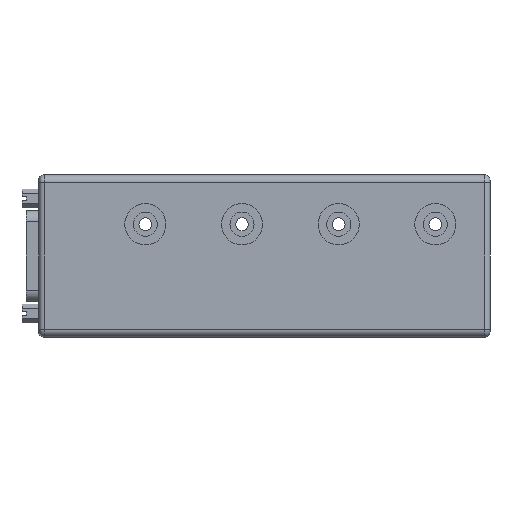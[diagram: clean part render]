
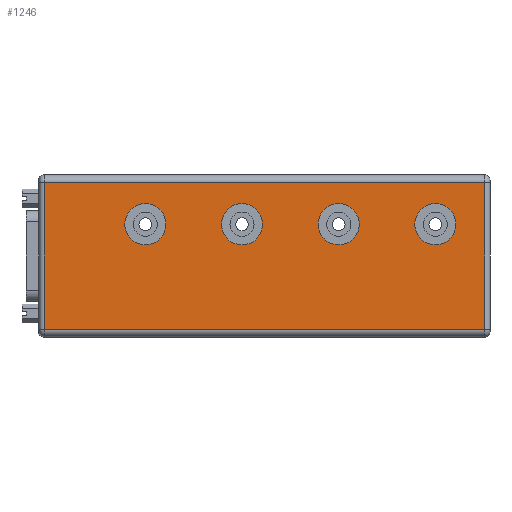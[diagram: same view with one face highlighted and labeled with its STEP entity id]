
A CAD part, front view. The second image highlights one B-rep face of the part: STEP entity #1246.
In plain terms, the highlighted planar face has unit normal (0, -1, 0).
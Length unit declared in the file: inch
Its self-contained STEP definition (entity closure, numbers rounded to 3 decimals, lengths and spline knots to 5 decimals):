
#128 = VERTEX_POINT ( 'NONE', #438 ) ;
#141 = CARTESIAN_POINT ( 'NONE',  ( 1.217, 0., -0.3285 ) ) ;
#192 = ORIENTED_EDGE ( 'NONE', *, *, #878, .F. ) ;
#227 = DIRECTION ( 'NONE',  ( 0., 0., 1. ) ) ;
#325 = AXIS2_PLACEMENT_3D ( 'NONE', #2994, #7325, #3602 ) ;
#438 = CARTESIAN_POINT ( 'NONE',  ( 3.421, 0., -0.3285 ) ) ;
#444 = EDGE_LOOP ( 'NONE', ( #6336, #192 ) ) ;
#636 = ORIENTED_EDGE ( 'NONE', *, *, #6568, .F. ) ;
#760 = VERTEX_POINT ( 'NONE', #6577 ) ;
#878 = EDGE_CURVE ( 'NONE', #3387, #3816, #2459, .T. ) ;
#894 = VERTEX_POINT ( 'NONE', #6690 ) ;
#1063 = EDGE_LOOP ( 'NONE', ( #1523, #7314 ) ) ;
#1075 = FACE_OUTER_BOUND ( 'NONE', #6830, .T. ) ;
#1135 = AXIS2_PLACEMENT_3D ( 'NONE', #7359, #3644, #7984 ) ;
#1148 = AXIS2_PLACEMENT_3D ( 'NONE', #6839, #3124, #7465 ) ;
#1153 = AXIS2_PLACEMENT_3D ( 'NONE', #6025, #3565, #7900 ) ;
#1156 = CARTESIAN_POINT ( 'NONE',  ( 4.523, 0., -0.563 ) ) ;
#1210 = CARTESIAN_POINT ( 'NONE',  ( 0.0625, 0., -0.09 ) ) ;
#1246 = ADVANCED_FACE ( 'NONE', ( #1075, #7661, #7492, #5824, #4382 ), #7278, .F. ) ;
#1462 = VERTEX_POINT ( 'NONE', #6533 ) ;
#1523 = ORIENTED_EDGE ( 'NONE', *, *, #1715, .F. ) ;
#1533 = DIRECTION ( 'NONE',  ( 0., -1., 0. ) ) ;
#1669 = DIRECTION ( 'NONE',  ( -1., 0., 0. ) ) ;
#1679 = VERTEX_POINT ( 'NONE', #141 ) ;
#1715 = EDGE_CURVE ( 'NONE', #6929, #760, #6692, .T. ) ;
#1775 = DIRECTION ( 'NONE',  ( 0., 0., 1. ) ) ;
#1875 = EDGE_CURVE ( 'NONE', #2034, #7006, #2511, .T. ) ;
#1995 = CIRCLE ( 'NONE', #6395, 0.2345 ) ;
#2034 = VERTEX_POINT ( 'NONE', #7734 ) ;
#2063 = EDGE_CURVE ( 'NONE', #3816, #3387, #6287, .T. ) ;
#2099 = EDGE_CURVE ( 'NONE', #1462, #1679, #4047, .T. ) ;
#2171 = CARTESIAN_POINT ( 'NONE',  ( 2.319, 0., -0.7975 ) ) ;
#2296 = CARTESIAN_POINT ( 'NONE',  ( 5.146, 0., -1.76 ) ) ;
#2307 = VECTOR ( 'NONE', #2893, 39.37008 ) ;
#2343 = ORIENTED_EDGE ( 'NONE', *, *, #2099, .F. ) ;
#2459 = CIRCLE ( 'NONE', #325, 0.2345 ) ;
#2511 = LINE ( 'NONE', #4819, #2692 ) ;
#2692 = VECTOR ( 'NONE', #5445, 39.37008 ) ;
#2737 = AXIS2_PLACEMENT_3D ( 'NONE', #5261, #1533, #5896 ) ;
#2878 = DIRECTION ( 'NONE',  ( 0., -1., 0. ) ) ;
#2893 = DIRECTION ( 'NONE',  ( -1., 0., 0. ) ) ;
#2994 = CARTESIAN_POINT ( 'NONE',  ( 2.319, 0., -0.563 ) ) ;
#3054 = CARTESIAN_POINT ( 'NONE',  ( 0.0625, 0., -0.09 ) ) ;
#3074 = CARTESIAN_POINT ( 'NONE',  ( 4.523, 0., -0.3285 ) ) ;
#3124 = DIRECTION ( 'NONE',  ( 0., -1., 0. ) ) ;
#3224 = ORIENTED_EDGE ( 'NONE', *, *, #7461, .T. ) ;
#3304 = CARTESIAN_POINT ( 'NONE',  ( 3.421, 0., -0.7975 ) ) ;
#3387 = VERTEX_POINT ( 'NONE', #2171 ) ;
#3438 = DIRECTION ( 'NONE',  ( 0., -1., 0. ) ) ;
#3470 = EDGE_LOOP ( 'NONE', ( #5761, #636 ) ) ;
#3565 = DIRECTION ( 'NONE',  ( 0., 1., 0. ) ) ;
#3585 = VERTEX_POINT ( 'NONE', #3054 ) ;
#3602 = DIRECTION ( 'NONE',  ( 0., 0., 1. ) ) ;
#3644 = DIRECTION ( 'NONE',  ( 0., -1., 0. ) ) ;
#3743 = VECTOR ( 'NONE', #6784, 39.37008 ) ;
#3816 = VERTEX_POINT ( 'NONE', #3846 ) ;
#3846 = CARTESIAN_POINT ( 'NONE',  ( 2.319, 0., -0.3285 ) ) ;
#3912 = LINE ( 'NONE', #1210, #3743 ) ;
#3924 = AXIS2_PLACEMENT_3D ( 'NONE', #7154, #3438, #7769 ) ;
#3988 = DIRECTION ( 'NONE',  ( 0., -1., 0. ) ) ;
#4044 = EDGE_CURVE ( 'NONE', #760, #6929, #6925, .T. ) ;
#4047 = CIRCLE ( 'NONE', #6862, 0.2345 ) ;
#4235 = ORIENTED_EDGE ( 'NONE', *, *, #4968, .T. ) ;
#4294 = ORIENTED_EDGE ( 'NONE', *, *, #4905, .F. ) ;
#4382 = FACE_BOUND ( 'NONE', #1063, .T. ) ;
#4391 = ORIENTED_EDGE ( 'NONE', *, *, #1875, .T. ) ;
#4419 = LINE ( 'NONE', #2296, #5872 ) ;
#4460 = CIRCLE ( 'NONE', #1148, 0.2345 ) ;
#4813 = EDGE_CURVE ( 'NONE', #2034, #894, #4419, .T. ) ;
#4819 = CARTESIAN_POINT ( 'NONE',  ( 5.0835, 0., -0.09 ) ) ;
#4905 = EDGE_CURVE ( 'NONE', #1679, #1462, #4924, .T. ) ;
#4924 = CIRCLE ( 'NONE', #1135, 0.2345 ) ;
#4968 = EDGE_CURVE ( 'NONE', #3585, #894, #3912, .T. ) ;
#5261 = CARTESIAN_POINT ( 'NONE',  ( 4.523, 0., -0.563 ) ) ;
#5445 = DIRECTION ( 'NONE',  ( 0., 0., 1. ) ) ;
#5515 = DIRECTION ( 'NONE',  ( 0., -1., 0. ) ) ;
#5761 = ORIENTED_EDGE ( 'NONE', *, *, #6302, .F. ) ;
#5824 = FACE_BOUND ( 'NONE', #3470, .T. ) ;
#5872 = VECTOR ( 'NONE', #1669, 39.37008 ) ;
#5896 = DIRECTION ( 'NONE',  ( 0., 0., 1. ) ) ;
#5951 = ORIENTED_EDGE ( 'NONE', *, *, #4813, .F. ) ;
#6025 = CARTESIAN_POINT ( 'NONE',  ( 5.146, 0., -0.09 ) ) ;
#6230 = AXIS2_PLACEMENT_3D ( 'NONE', #1156, #5515, #1775 ) ;
#6287 = CIRCLE ( 'NONE', #3924, 0.2345 ) ;
#6302 = EDGE_CURVE ( 'NONE', #128, #7902, #4460, .T. ) ;
#6336 = ORIENTED_EDGE ( 'NONE', *, *, #2063, .F. ) ;
#6395 = AXIS2_PLACEMENT_3D ( 'NONE', #7709, #3988, #227 ) ;
#6533 = CARTESIAN_POINT ( 'NONE',  ( 1.217, 0., -0.7975 ) ) ;
#6568 = EDGE_CURVE ( 'NONE', #7902, #128, #1995, .T. ) ;
#6577 = CARTESIAN_POINT ( 'NONE',  ( 4.523, 0., -0.7975 ) ) ;
#6583 = CARTESIAN_POINT ( 'NONE',  ( 1.217, 0., -0.563 ) ) ;
#6690 = CARTESIAN_POINT ( 'NONE',  ( 0.0625, 0., -1.76 ) ) ;
#6692 = CIRCLE ( 'NONE', #2737, 0.2345 ) ;
#6784 = DIRECTION ( 'NONE',  ( 0., 0., -1. ) ) ;
#6830 = EDGE_LOOP ( 'NONE', ( #5951, #4391, #3224, #4235 ) ) ;
#6839 = CARTESIAN_POINT ( 'NONE',  ( 3.421, 0., -0.563 ) ) ;
#6855 = CARTESIAN_POINT ( 'NONE',  ( 5.0835, 0., -0.09 ) ) ;
#6862 = AXIS2_PLACEMENT_3D ( 'NONE', #6583, #2878, #7217 ) ;
#6914 = EDGE_LOOP ( 'NONE', ( #4294, #2343 ) ) ;
#6925 = CIRCLE ( 'NONE', #6230, 0.2345 ) ;
#6929 = VERTEX_POINT ( 'NONE', #3074 ) ;
#7006 = VERTEX_POINT ( 'NONE', #6855 ) ;
#7154 = CARTESIAN_POINT ( 'NONE',  ( 2.319, 0., -0.563 ) ) ;
#7208 = CARTESIAN_POINT ( 'NONE',  ( 5.146, 0., -0.09 ) ) ;
#7217 = DIRECTION ( 'NONE',  ( 0., 0., 1. ) ) ;
#7266 = LINE ( 'NONE', #7208, #2307 ) ;
#7278 = PLANE ( 'NONE',  #1153 ) ;
#7314 = ORIENTED_EDGE ( 'NONE', *, *, #4044, .F. ) ;
#7325 = DIRECTION ( 'NONE',  ( 0., -1., 0. ) ) ;
#7359 = CARTESIAN_POINT ( 'NONE',  ( 1.217, 0., -0.563 ) ) ;
#7461 = EDGE_CURVE ( 'NONE', #7006, #3585, #7266, .T. ) ;
#7465 = DIRECTION ( 'NONE',  ( 0., 0., 1. ) ) ;
#7492 = FACE_BOUND ( 'NONE', #444, .T. ) ;
#7661 = FACE_BOUND ( 'NONE', #6914, .T. ) ;
#7709 = CARTESIAN_POINT ( 'NONE',  ( 3.421, 0., -0.563 ) ) ;
#7734 = CARTESIAN_POINT ( 'NONE',  ( 5.0835, 0., -1.76 ) ) ;
#7769 = DIRECTION ( 'NONE',  ( 0., 0., 1. ) ) ;
#7900 = DIRECTION ( 'NONE',  ( 0., 0., 1. ) ) ;
#7902 = VERTEX_POINT ( 'NONE', #3304 ) ;
#7984 = DIRECTION ( 'NONE',  ( 0., 0., 1. ) ) ;
